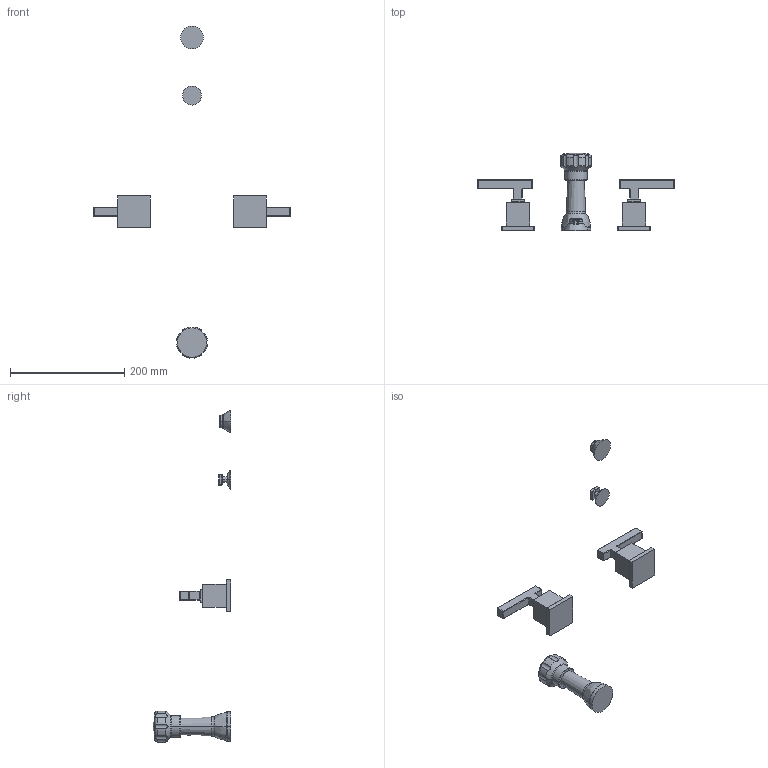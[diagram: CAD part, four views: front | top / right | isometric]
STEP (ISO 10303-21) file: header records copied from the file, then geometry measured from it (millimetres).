
FILE_DESCRIPTION((''),'2;1');
FILE_NAME('2029','2021-01-28T14:08:29',('jinson.thomas'),(''),'CREO PARAMETRIC BY PTC INC, 2018400','CREO PARAMETRIC BY PTC INC, 2018400','');
FILE_SCHEMA(('CONFIG_CONTROL_DESIGN'));
Length unit declared in the file: inch
Products named in the file (1): 2029
Bounding box: 343.41 x 135.97 x 580.53 mm (x, y, z)
Volume: 448867 mm3; surface area: 77651.6 mm2
Topology: 5 solids, 5 shells, 315 faces, 694 edges, 407 vertices
Faces by surface type: cylinder 124, plane 97, sphere 42, torus 32, cone 14, bspline 6
Entity records: 9268 total; most frequent: CARTESIAN_POINT 2134, DIRECTION 1628, ORIENTED_EDGE 1384, EDGE_CURVE 692, AXIS2_PLACEMENT_3D 647, VERTEX_POINT 407, CIRCLE 338, EDGE_LOOP 335
